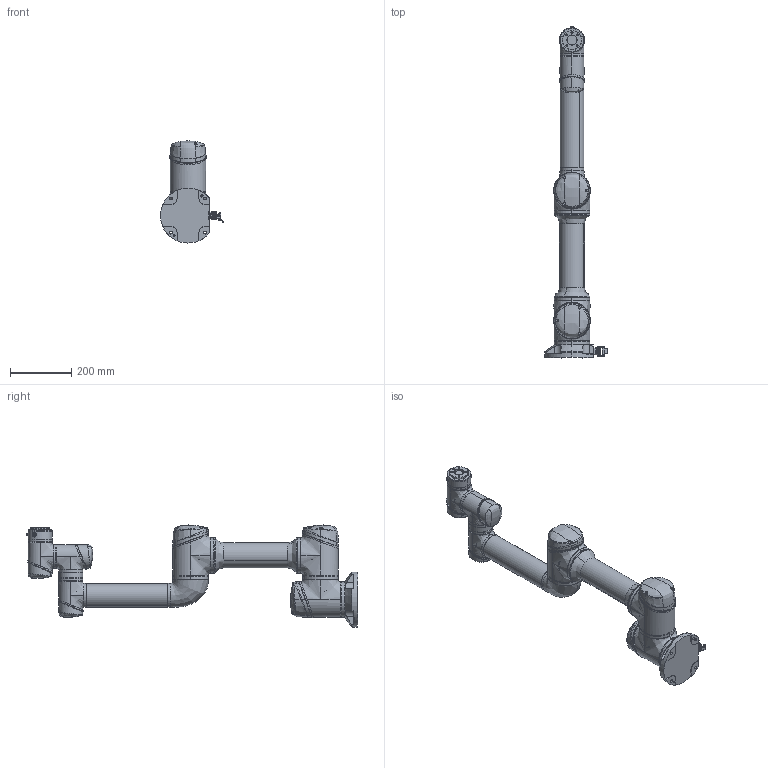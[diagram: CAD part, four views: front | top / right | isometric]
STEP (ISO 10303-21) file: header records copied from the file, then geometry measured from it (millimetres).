
FILE_DESCRIPTION (( 'STEP AP214' ), '1' );
FILE_NAME ('GCR5-910.STEP', '2020-01-17T07:15:44', ( '' ), ( '' ), 'SwSTEP 2.0', 'SolidWorks 2016', '' );
FILE_SCHEMA (( 'AUTOMOTIVE_DESIGN' ));
Length unit declared in the file: millimetre
Products named in the file (35): 14翋遺-潠趙; 14-潠趙唳; 樓酗蟀諉遠-潠趙; 14壽誹蟀諉奪-潠趙; 謗籵蟀諉璃-潠趙; 25壽誹蟀諉裝-潠趙; 25壽誹-潠趙; 25翋遺-潠趙; 25壽誹-潠趙-2; 25壽誹呿蹋裔; 25翋遺-潠趙-2; 菁釱-潠趙; 諉脣璃; GCR5-910; 输出法兰装配-简化; 14壽誹-潠趙
Assembly tree (19 placements, depth 3):
  14翋遺-潠趙
  14-潠趙唳
  樓酗蟀諉遠-潠趙
  14翋遺-潠趙
  14-潠趙唳
Bounding box: 205.59 x 1085 x 334.04 mm (x, y, z)
Volume: 12979282.4 mm3; surface area: 962148.9 mm2
Topology: 23 solids, 57 shells, 2405 faces, 5966 edges, 3830 vertices
Faces by surface type: plane 1007, cylinder 785, bspline 414, cone 114, torus 55, sphere 30
Entity records: 95540 total; most frequent: CARTESIAN_POINT 38062, ORIENTED_EDGE 9976, DIRECTION 9692, EDGE_CURVE 4988, AXIS2_PLACEMENT_3D 3604, VERTEX_POINT 3248, LINE 2484, VECTOR 2484
